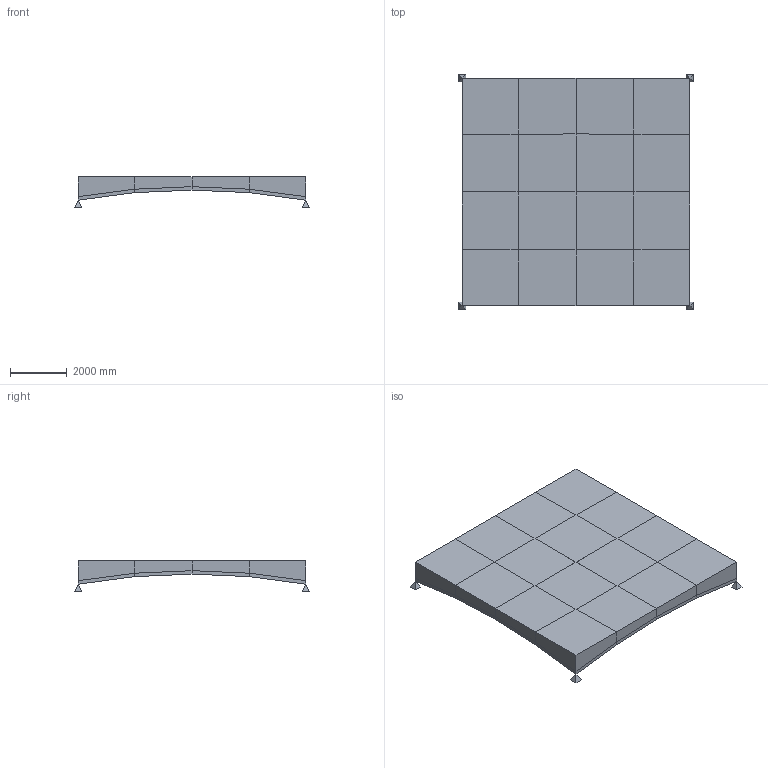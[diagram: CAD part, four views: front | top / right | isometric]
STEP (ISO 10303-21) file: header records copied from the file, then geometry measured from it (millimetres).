
FILE_DESCRIPTION(/* description */ (''),/* implementation_level */ '2;1');
FILE_NAME(/* name */ 'shell',/* time_stamp */ '2024-09-04T10:59:11+02:00',/* author */ (''),/* organization */ (''),/* preprocessor_version */ 'ST-DEVELOPER v19.2',/* originating_system */ 'Rhino 8.11',/* authorisation */ '');
FILE_SCHEMA (('CONFIG_CONTROL_DESIGN'));
Length unit declared in the file: millimetre
Products named in the file (1): Document
Bounding box: 8250 x 8250 x 1072.08 mm (x, y, z)
Volume: 24548476989.7 mm3; surface area: 307827322 mm2
Topology: 36 solids, 36 shells, 212 faces, 420 edges, 276 vertices
Faces by surface type: plane 182, bspline 30
Entity records: 4941 total; most frequent: CARTESIAN_POINT 1609, ORIENTED_EDGE 832, EDGE_CURVE 416, B_SPLINE_CURVE_WITH_KNOTS 416, VERTEX_POINT 276, ADVANCED_FACE 212, FACE_OUTER_BOUND 212, EDGE_LOOP 212
